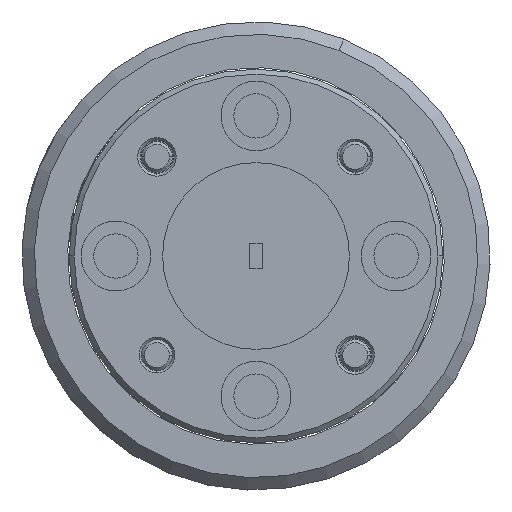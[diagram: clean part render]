
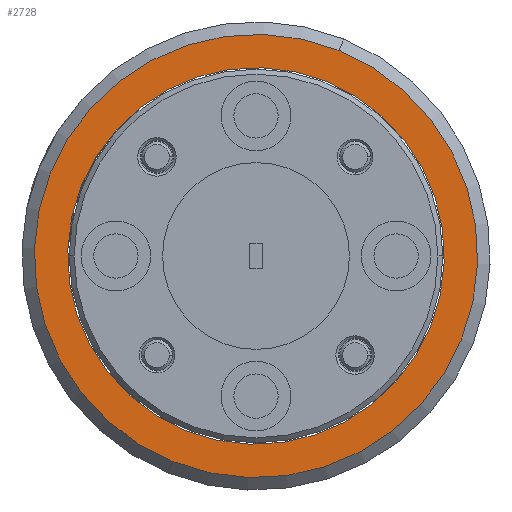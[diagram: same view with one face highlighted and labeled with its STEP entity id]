
A CAD part, left-side view. The second image highlights one B-rep face of the part: STEP entity #2728.
In plain terms, the highlighted planar face has unit normal (-1, 0, 0).
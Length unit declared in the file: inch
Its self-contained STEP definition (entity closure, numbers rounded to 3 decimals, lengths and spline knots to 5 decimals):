
#98 = AXIS2_PLACEMENT_3D ( 'NONE', #13578, #12242, #4630 ) ;
#860 = CARTESIAN_POINT ( 'NONE',  ( 0.02036, -0.01075, -0.00403 ) ) ;
#920 = DIRECTION ( 'NONE',  ( 0., 0.375, -0.927 ) ) ;
#993 = ORIENTED_EDGE ( 'NONE', *, *, #6104, .T. ) ;
#1269 = FACE_BOUND ( 'NONE', #3760, .T. ) ;
#1290 = CARTESIAN_POINT ( 'NONE',  ( 0.02036, 0.13085, -0.3545 ) ) ;
#1298 = CARTESIAN_POINT ( 'NONE',  ( 0.02036, -0.01075, -0.00403 ) ) ;
#2155 = DIRECTION ( 'NONE',  ( -1., 0., 0. ) ) ;
#2565 = PLANE ( 'NONE',  #6819 ) ;
#2728 = ADVANCED_FACE ( 'NONE', ( #12305, #1269 ), #2565, .F. ) ;
#2789 = VERTEX_POINT ( 'NONE', #14683 ) ;
#3185 = CIRCLE ( 'NONE', #10536, 0.378 ) ;
#3227 = CARTESIAN_POINT ( 'NONE',  ( 0.02036, -0.01075, -0.00403 ) ) ;
#3760 = EDGE_LOOP ( 'NONE', ( #993, #9669 ) ) ;
#3950 = CIRCLE ( 'NONE', #5603, 0.378 ) ;
#4179 = DIRECTION ( 'NONE',  ( 1., 0., 0. ) ) ;
#4630 = DIRECTION ( 'NONE',  ( 0., 0.375, -0.927 ) ) ;
#4846 = AXIS2_PLACEMENT_3D ( 'NONE', #860, #2155, #920 ) ;
#5603 = AXIS2_PLACEMENT_3D ( 'NONE', #13331, #4179, #7383 ) ;
#6100 = CIRCLE ( 'NONE', #4846, 0.445 ) ;
#6104 = EDGE_CURVE ( 'NONE', #16405, #14411, #3950, .T. ) ;
#6819 = AXIS2_PLACEMENT_3D ( 'NONE', #1298, #19238, #7199 ) ;
#7199 = DIRECTION ( 'NONE',  ( 0., 0.375, -0.927 ) ) ;
#7383 = DIRECTION ( 'NONE',  ( 0., 0.375, -0.927 ) ) ;
#7929 = EDGE_CURVE ( 'NONE', #14411, #16405, #3185, .T. ) ;
#9669 = ORIENTED_EDGE ( 'NONE', *, *, #7929, .T. ) ;
#10536 = AXIS2_PLACEMENT_3D ( 'NONE', #3227, #16447, #13669 ) ;
#11469 = EDGE_CURVE ( 'NONE', #2789, #11860, #6100, .T. ) ;
#11738 = EDGE_CURVE ( 'NONE', #11860, #2789, #13820, .T. ) ;
#11860 = VERTEX_POINT ( 'NONE', #16745 ) ;
#12242 = DIRECTION ( 'NONE',  ( -1., 0., 0. ) ) ;
#12305 = FACE_OUTER_BOUND ( 'NONE', #17596, .T. ) ;
#13331 = CARTESIAN_POINT ( 'NONE',  ( 0.02036, -0.01075, -0.00403 ) ) ;
#13578 = CARTESIAN_POINT ( 'NONE',  ( 0.02036, -0.01075, -0.00403 ) ) ;
#13669 = DIRECTION ( 'NONE',  ( 0., 0.375, -0.927 ) ) ;
#13820 = CIRCLE ( 'NONE', #98, 0.445 ) ;
#14411 = VERTEX_POINT ( 'NONE', #1290 ) ;
#14683 = CARTESIAN_POINT ( 'NONE',  ( 0.02036, 0.15595, -0.41662 ) ) ;
#15096 = CARTESIAN_POINT ( 'NONE',  ( 0.02036, -0.15235, 0.34645 ) ) ;
#16405 = VERTEX_POINT ( 'NONE', #15096 ) ;
#16447 = DIRECTION ( 'NONE',  ( 1., 0., 0. ) ) ;
#16745 = CARTESIAN_POINT ( 'NONE',  ( 0.02036, -0.17745, 0.40857 ) ) ;
#17244 = ORIENTED_EDGE ( 'NONE', *, *, #11469, .T. ) ;
#17414 = ORIENTED_EDGE ( 'NONE', *, *, #11738, .T. ) ;
#17596 = EDGE_LOOP ( 'NONE', ( #17244, #17414 ) ) ;
#19238 = DIRECTION ( 'NONE',  ( 1., 0., 0. ) ) ;
